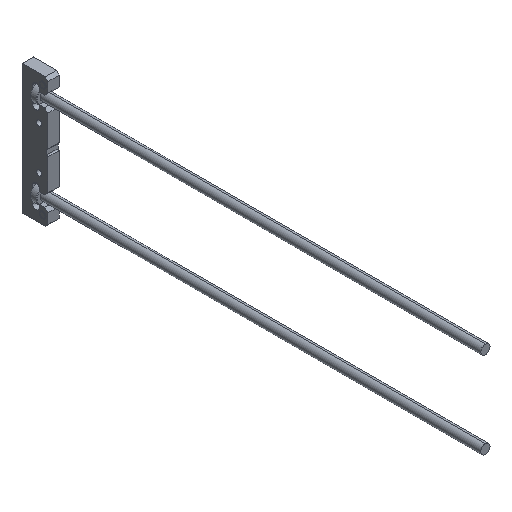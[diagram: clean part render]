
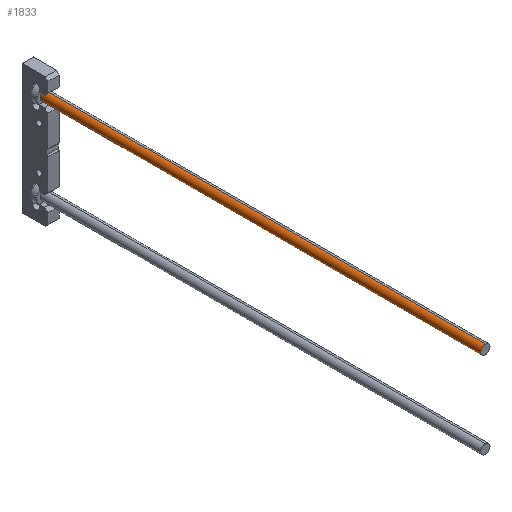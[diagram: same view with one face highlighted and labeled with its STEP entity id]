
A CAD part, isometric view. The second image highlights one B-rep face of the part: STEP entity #1833.
In plain terms, the highlighted cylindrical face has radius 2.145 mm (diameter 4.29 mm), a partial arc.
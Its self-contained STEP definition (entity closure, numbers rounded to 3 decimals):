
#35 = CARTESIAN_POINT ( 'NONE',  ( 0., -207., -2.145 ) ) ;
#67 = CYLINDRICAL_SURFACE ( 'NONE', #1839, 2.145 ) ;
#177 = EDGE_CURVE ( 'NONE', #2113, #2126, #1270, .T. ) ;
#242 = VECTOR ( 'NONE', #1714, 1000. ) ;
#271 = DIRECTION ( 'NONE',  ( 0., 0., 1. ) ) ;
#444 = EDGE_CURVE ( 'NONE', #1740, #521, #738, .T. ) ;
#453 = CARTESIAN_POINT ( 'NONE',  ( 0., -207., 0. ) ) ;
#513 = CARTESIAN_POINT ( 'NONE',  ( 0., -3., 2.145 ) ) ;
#521 = VERTEX_POINT ( 'NONE', #35 ) ;
#623 = AXIS2_PLACEMENT_3D ( 'NONE', #2098, #856, #2124 ) ;
#678 = DIRECTION ( 'NONE',  ( 0., 1., 0. ) ) ;
#715 = EDGE_CURVE ( 'NONE', #1740, #2113, #987, .T. ) ;
#736 = DIRECTION ( 'NONE',  ( 0., -1., 0. ) ) ;
#738 = CIRCLE ( 'NONE', #1927, 2.145 ) ;
#842 = VECTOR ( 'NONE', #678, 1000. ) ;
#856 = DIRECTION ( 'NONE',  ( 0., -1., 0. ) ) ;
#969 = ORIENTED_EDGE ( 'NONE', *, *, #1456, .F. ) ;
#980 = LINE ( 'NONE', #2219, #242 ) ;
#987 = LINE ( 'NONE', #1701, #842 ) ;
#1099 = CARTESIAN_POINT ( 'NONE',  ( 0., -3., -2.145 ) ) ;
#1270 = CIRCLE ( 'NONE', #623, 2.145 ) ;
#1360 = FACE_OUTER_BOUND ( 'NONE', #2306, .T. ) ;
#1456 = EDGE_CURVE ( 'NONE', #521, #2126, #980, .T. ) ;
#1465 = DIRECTION ( 'NONE',  ( 0., 0., -1. ) ) ;
#1548 = CARTESIAN_POINT ( 'NONE',  ( 0., -207., 2.145 ) ) ;
#1701 = CARTESIAN_POINT ( 'NONE',  ( 0., -207., 2.145 ) ) ;
#1714 = DIRECTION ( 'NONE',  ( 0., 1., 0. ) ) ;
#1740 = VERTEX_POINT ( 'NONE', #1548 ) ;
#1784 = ORIENTED_EDGE ( 'NONE', *, *, #444, .F. ) ;
#1833 = ADVANCED_FACE ( 'NONE', ( #1360 ), #67, .T. ) ;
#1835 = ORIENTED_EDGE ( 'NONE', *, *, #177, .T. ) ;
#1839 = AXIS2_PLACEMENT_3D ( 'NONE', #453, #1893, #271 ) ;
#1893 = DIRECTION ( 'NONE',  ( 0., 1., 0. ) ) ;
#1927 = AXIS2_PLACEMENT_3D ( 'NONE', #2339, #736, #1465 ) ;
#2098 = CARTESIAN_POINT ( 'NONE',  ( 0., -3., 0. ) ) ;
#2100 = ORIENTED_EDGE ( 'NONE', *, *, #715, .T. ) ;
#2113 = VERTEX_POINT ( 'NONE', #513 ) ;
#2124 = DIRECTION ( 'NONE',  ( 0., 0., -1. ) ) ;
#2126 = VERTEX_POINT ( 'NONE', #1099 ) ;
#2219 = CARTESIAN_POINT ( 'NONE',  ( 0., -207., -2.145 ) ) ;
#2306 = EDGE_LOOP ( 'NONE', ( #969, #1784, #2100, #1835 ) ) ;
#2339 = CARTESIAN_POINT ( 'NONE',  ( 0., -207., 0. ) ) ;
